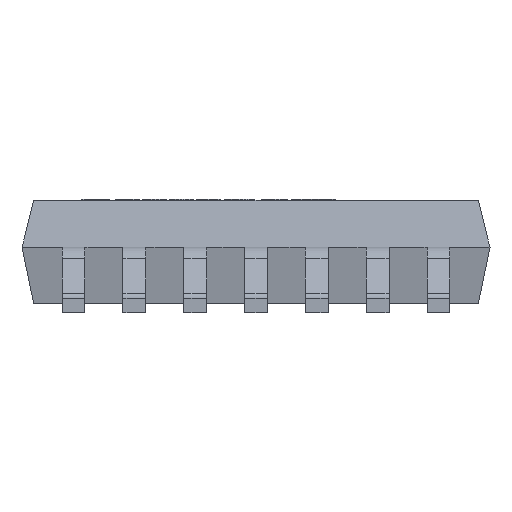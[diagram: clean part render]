
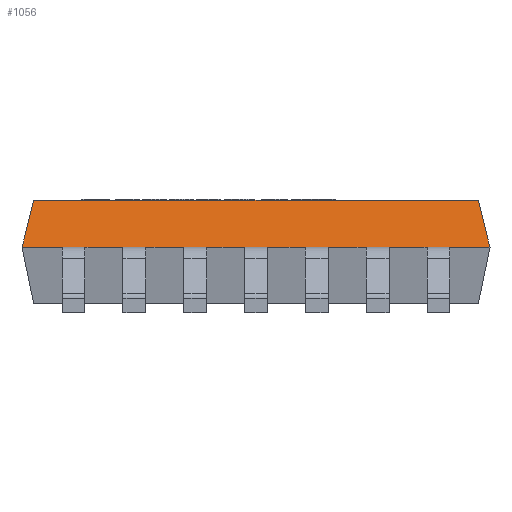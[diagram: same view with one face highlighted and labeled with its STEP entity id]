
A CAD part, left-side view. The second image highlights one B-rep face of the part: STEP entity #1056.
In plain terms, the highlighted free-form (B-spline) face has degree [1, 1] with [2, 2] control points.
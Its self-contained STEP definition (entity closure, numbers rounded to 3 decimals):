
#24 = VERTEX_POINT('',#25);
#25 = CARTESIAN_POINT('',(-2.09,-2.375,1.2));
#31 = EDGE_CURVE('',#24,#32,#34,.T.);
#32 = VERTEX_POINT('',#33);
#33 = CARTESIAN_POINT('',(-2.09,2.375,1.2));
#34 = LINE('',#35,#36);
#35 = CARTESIAN_POINT('',(-2.09,-2.375,1.2));
#36 = VECTOR('',#37,1.);
#37 = DIRECTION('',(0.,1.,0.));
#897 = EDGE_CURVE('',#24,#898,#900,.T.);
#898 = VERTEX_POINT('',#899);
#899 = CARTESIAN_POINT('',(-2.2,-2.5,0.7));
#900 = B_SPLINE_CURVE_WITH_KNOTS('',1,(#901,#902),.UNSPECIFIED.,.F.,.F.,
  (2,2),(0.,1.),.PIECEWISE_BEZIER_KNOTS.);
#901 = CARTESIAN_POINT('',(-2.09,-2.375,1.2));
#902 = CARTESIAN_POINT('',(-2.2,-2.5,0.7));
#1056 = ADVANCED_FACE('',(#1057),#1186,.T.);
#1057 = FACE_BOUND('',#1058,.T.);
#1058 = EDGE_LOOP('',(#1059,#1060,#1067,#1075,#1083,#1091,#1099,#1107,
    #1115,#1123,#1131,#1139,#1147,#1155,#1163,#1171,#1179,#1185));
#1059 = ORIENTED_EDGE('',*,*,#31,.T.);
#1060 = ORIENTED_EDGE('',*,*,#1061,.T.);
#1061 = EDGE_CURVE('',#32,#1062,#1064,.T.);
#1062 = VERTEX_POINT('',#1063);
#1063 = CARTESIAN_POINT('',(-2.2,2.5,0.7));
#1064 = B_SPLINE_CURVE_WITH_KNOTS('',1,(#1065,#1066),.UNSPECIFIED.,.F.,
  .F.,(2,2),(0.,1.),.PIECEWISE_BEZIER_KNOTS.);
#1065 = CARTESIAN_POINT('',(-2.09,2.375,1.2));
#1066 = CARTESIAN_POINT('',(-2.2,2.5,0.7));
#1067 = ORIENTED_EDGE('',*,*,#1068,.F.);
#1068 = EDGE_CURVE('',#1069,#1062,#1071,.T.);
#1069 = VERTEX_POINT('',#1070);
#1070 = CARTESIAN_POINT('',(-2.2,2.073,0.7));
#1071 = LINE('',#1072,#1073);
#1072 = CARTESIAN_POINT('',(-2.2,-2.5,0.7));
#1073 = VECTOR('',#1074,1.);
#1074 = DIRECTION('',(0.,1.,0.));
#1075 = ORIENTED_EDGE('',*,*,#1076,.F.);
#1076 = EDGE_CURVE('',#1077,#1069,#1079,.T.);
#1077 = VERTEX_POINT('',#1078);
#1078 = CARTESIAN_POINT('',(-2.2,1.828,0.7));
#1079 = LINE('',#1080,#1081);
#1080 = CARTESIAN_POINT('',(-2.2,-2.5,0.7));
#1081 = VECTOR('',#1082,1.);
#1082 = DIRECTION('',(0.,1.,0.));
#1083 = ORIENTED_EDGE('',*,*,#1084,.F.);
#1084 = EDGE_CURVE('',#1085,#1077,#1087,.T.);
#1085 = VERTEX_POINT('',#1086);
#1086 = CARTESIAN_POINT('',(-2.2,1.423,0.7));
#1087 = LINE('',#1088,#1089);
#1088 = CARTESIAN_POINT('',(-2.2,-2.5,0.7));
#1089 = VECTOR('',#1090,1.);
#1090 = DIRECTION('',(0.,1.,0.));
#1091 = ORIENTED_EDGE('',*,*,#1092,.F.);
#1092 = EDGE_CURVE('',#1093,#1085,#1095,.T.);
#1093 = VERTEX_POINT('',#1094);
#1094 = CARTESIAN_POINT('',(-2.2,1.178,0.7));
#1095 = LINE('',#1096,#1097);
#1096 = CARTESIAN_POINT('',(-2.2,-2.5,0.7));
#1097 = VECTOR('',#1098,1.);
#1098 = DIRECTION('',(0.,1.,0.));
#1099 = ORIENTED_EDGE('',*,*,#1100,.F.);
#1100 = EDGE_CURVE('',#1101,#1093,#1103,.T.);
#1101 = VERTEX_POINT('',#1102);
#1102 = CARTESIAN_POINT('',(-2.2,0.773,0.7));
#1103 = LINE('',#1104,#1105);
#1104 = CARTESIAN_POINT('',(-2.2,-2.5,0.7));
#1105 = VECTOR('',#1106,1.);
#1106 = DIRECTION('',(0.,1.,0.));
#1107 = ORIENTED_EDGE('',*,*,#1108,.F.);
#1108 = EDGE_CURVE('',#1109,#1101,#1111,.T.);
#1109 = VERTEX_POINT('',#1110);
#1110 = CARTESIAN_POINT('',(-2.2,0.528,0.7));
#1111 = LINE('',#1112,#1113);
#1112 = CARTESIAN_POINT('',(-2.2,-2.5,0.7));
#1113 = VECTOR('',#1114,1.);
#1114 = DIRECTION('',(0.,1.,0.));
#1115 = ORIENTED_EDGE('',*,*,#1116,.F.);
#1116 = EDGE_CURVE('',#1117,#1109,#1119,.T.);
#1117 = VERTEX_POINT('',#1118);
#1118 = CARTESIAN_POINT('',(-2.2,0.123,0.7));
#1119 = LINE('',#1120,#1121);
#1120 = CARTESIAN_POINT('',(-2.2,-2.5,0.7));
#1121 = VECTOR('',#1122,1.);
#1122 = DIRECTION('',(0.,1.,0.));
#1123 = ORIENTED_EDGE('',*,*,#1124,.F.);
#1124 = EDGE_CURVE('',#1125,#1117,#1127,.T.);
#1125 = VERTEX_POINT('',#1126);
#1126 = CARTESIAN_POINT('',(-2.2,-0.123,0.7));
#1127 = LINE('',#1128,#1129);
#1128 = CARTESIAN_POINT('',(-2.2,-2.5,0.7));
#1129 = VECTOR('',#1130,1.);
#1130 = DIRECTION('',(0.,1.,0.));
#1131 = ORIENTED_EDGE('',*,*,#1132,.F.);
#1132 = EDGE_CURVE('',#1133,#1125,#1135,.T.);
#1133 = VERTEX_POINT('',#1134);
#1134 = CARTESIAN_POINT('',(-2.2,-0.528,0.7));
#1135 = LINE('',#1136,#1137);
#1136 = CARTESIAN_POINT('',(-2.2,-2.5,0.7));
#1137 = VECTOR('',#1138,1.);
#1138 = DIRECTION('',(0.,1.,0.));
#1139 = ORIENTED_EDGE('',*,*,#1140,.F.);
#1140 = EDGE_CURVE('',#1141,#1133,#1143,.T.);
#1141 = VERTEX_POINT('',#1142);
#1142 = CARTESIAN_POINT('',(-2.2,-0.773,0.7));
#1143 = LINE('',#1144,#1145);
#1144 = CARTESIAN_POINT('',(-2.2,-2.5,0.7));
#1145 = VECTOR('',#1146,1.);
#1146 = DIRECTION('',(0.,1.,0.));
#1147 = ORIENTED_EDGE('',*,*,#1148,.F.);
#1148 = EDGE_CURVE('',#1149,#1141,#1151,.T.);
#1149 = VERTEX_POINT('',#1150);
#1150 = CARTESIAN_POINT('',(-2.2,-1.178,0.7));
#1151 = LINE('',#1152,#1153);
#1152 = CARTESIAN_POINT('',(-2.2,-2.5,0.7));
#1153 = VECTOR('',#1154,1.);
#1154 = DIRECTION('',(0.,1.,0.));
#1155 = ORIENTED_EDGE('',*,*,#1156,.F.);
#1156 = EDGE_CURVE('',#1157,#1149,#1159,.T.);
#1157 = VERTEX_POINT('',#1158);
#1158 = CARTESIAN_POINT('',(-2.2,-1.423,0.7));
#1159 = LINE('',#1160,#1161);
#1160 = CARTESIAN_POINT('',(-2.2,-2.5,0.7));
#1161 = VECTOR('',#1162,1.);
#1162 = DIRECTION('',(0.,1.,0.));
#1163 = ORIENTED_EDGE('',*,*,#1164,.F.);
#1164 = EDGE_CURVE('',#1165,#1157,#1167,.T.);
#1165 = VERTEX_POINT('',#1166);
#1166 = CARTESIAN_POINT('',(-2.2,-1.828,0.7));
#1167 = LINE('',#1168,#1169);
#1168 = CARTESIAN_POINT('',(-2.2,-2.5,0.7));
#1169 = VECTOR('',#1170,1.);
#1170 = DIRECTION('',(0.,1.,0.));
#1171 = ORIENTED_EDGE('',*,*,#1172,.F.);
#1172 = EDGE_CURVE('',#1173,#1165,#1175,.T.);
#1173 = VERTEX_POINT('',#1174);
#1174 = CARTESIAN_POINT('',(-2.2,-2.073,0.7));
#1175 = LINE('',#1176,#1177);
#1176 = CARTESIAN_POINT('',(-2.2,-2.5,0.7));
#1177 = VECTOR('',#1178,1.);
#1178 = DIRECTION('',(0.,1.,0.));
#1179 = ORIENTED_EDGE('',*,*,#1180,.F.);
#1180 = EDGE_CURVE('',#898,#1173,#1181,.T.);
#1181 = LINE('',#1182,#1183);
#1182 = CARTESIAN_POINT('',(-2.2,-2.5,0.7));
#1183 = VECTOR('',#1184,1.);
#1184 = DIRECTION('',(0.,1.,0.));
#1185 = ORIENTED_EDGE('',*,*,#897,.F.);
#1186 = B_SPLINE_SURFACE_WITH_KNOTS('',1,1,(
    (#1187,#1188)
    ,(#1189,#1190
    )),.UNSPECIFIED.,.F.,.F.,.F.,(2,2),(2,2),(0.,5.),(0.,1.),
  .PIECEWISE_BEZIER_KNOTS.);
#1187 = CARTESIAN_POINT('',(-2.09,-2.375,1.2));
#1188 = CARTESIAN_POINT('',(-2.2,-2.5,0.7));
#1189 = CARTESIAN_POINT('',(-2.09,2.375,1.2));
#1190 = CARTESIAN_POINT('',(-2.2,2.5,0.7));
